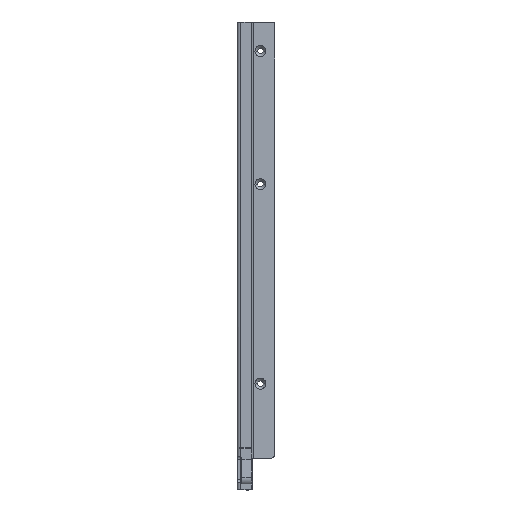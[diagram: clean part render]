
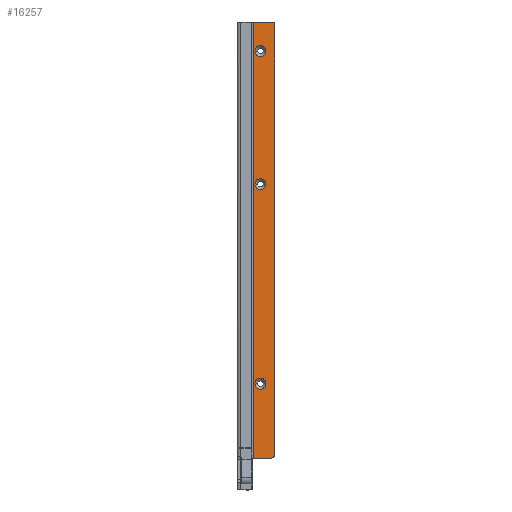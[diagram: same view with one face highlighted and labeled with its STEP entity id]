
A CAD part, front view. The second image highlights one B-rep face of the part: STEP entity #16257.
In plain terms, the highlighted face is planar.
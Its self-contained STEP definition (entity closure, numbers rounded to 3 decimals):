
#381 = VERTEX_POINT ( 'NONE', #42433 ) ;
#434 = CARTESIAN_POINT ( 'NONE',  ( 15.75, -9.5, 294. ) ) ;
#921 = EDGE_CURVE ( 'NONE', #381, #11765, #16908, .T. ) ;
#1157 = EDGE_CURVE ( 'NONE', #38290, #23699, #27777, .T. ) ;
#1835 = CARTESIAN_POINT ( 'NONE',  ( 24.5, -9.5, 450. ) ) ;
#2425 = DIRECTION ( 'NONE',  ( 1., 0., 0. ) ) ;
#2475 = VECTOR ( 'NONE', #2425, 1000. ) ;
#3293 = ORIENTED_EDGE ( 'NONE', *, *, #34184, .T. ) ;
#3484 = VERTEX_POINT ( 'NONE', #3633 ) ;
#3625 = VECTOR ( 'NONE', #16568, 1000. ) ;
#3633 = CARTESIAN_POINT ( 'NONE',  ( 24.5, -9.5, 447.182 ) ) ;
#4083 = DIRECTION ( 'NONE',  ( 0., 1., 0. ) ) ;
#4231 = CARTESIAN_POINT ( 'NONE',  ( 3.5, -9.5, 30. ) ) ;
#4922 = CARTESIAN_POINT ( 'NONE',  ( 10.5, -9.5, 294. ) ) ;
#5017 = CARTESIAN_POINT ( 'NONE',  ( 24.5, -9.5, 30. ) ) ;
#5511 = VERTEX_POINT ( 'NONE', #23856 ) ;
#5759 = AXIS2_PLACEMENT_3D ( 'NONE', #40978, #24208, #13521 ) ;
#5922 = VERTEX_POINT ( 'NONE', #29879 ) ;
#5985 = VECTOR ( 'NONE', #13683, 1000. ) ;
#6423 = AXIS2_PLACEMENT_3D ( 'NONE', #36017, #37095, #26196 ) ;
#7561 = LINE ( 'NONE', #16922, #5985 ) ;
#7824 = ORIENTED_EDGE ( 'NONE', *, *, #1157, .F. ) ;
#7932 = CARTESIAN_POINT ( 'NONE',  ( 24.5, -9.5, 450. ) ) ;
#8137 = CARTESIAN_POINT ( 'NONE',  ( 24.486, -9.5, 447.314 ) ) ;
#8482 = ORIENTED_EDGE ( 'NONE', *, *, #22882, .T. ) ;
#9250 = AXIS2_PLACEMENT_3D ( 'NONE', #35567, #23144, #35790 ) ;
#9292 = EDGE_CURVE ( 'NONE', #42273, #5511, #41066, .T. ) ;
#9681 = DIRECTION ( 'NONE',  ( -1., 0., 0. ) ) ;
#9841 = ORIENTED_EDGE ( 'NONE', *, *, #29555, .T. ) ;
#9879 = VERTEX_POINT ( 'NONE', #40670 ) ;
#10256 = ORIENTED_EDGE ( 'NONE', *, *, #921, .T. ) ;
#10455 = EDGE_CURVE ( 'NONE', #31017, #30391, #18076, .T. ) ;
#11765 = VERTEX_POINT ( 'NONE', #35809 ) ;
#11878 = VECTOR ( 'NONE', #25842, 1000. ) ;
#13305 = EDGE_LOOP ( 'NONE', ( #21377, #14796 ) ) ;
#13521 = DIRECTION ( 'NONE',  ( -1., 0., 0. ) ) ;
#13683 = DIRECTION ( 'NONE',  ( 0., 0., 1. ) ) ;
#13769 = AXIS2_PLACEMENT_3D ( 'NONE', #36584, #22623, #36139 ) ;
#14217 = ORIENTED_EDGE ( 'NONE', *, *, #32834, .T. ) ;
#14459 = DIRECTION ( 'NONE',  ( 0., -1., 0. ) ) ;
#14796 = ORIENTED_EDGE ( 'NONE', *, *, #10455, .T. ) ;
#15485 = CARTESIAN_POINT ( 'NONE',  ( 21.502, -9.5, 450. ) ) ;
#16092 = VERTEX_POINT ( 'NONE', #4231 ) ;
#16195 = DIRECTION ( 'NONE',  ( 0., 1., 0. ) ) ;
#16257 = ADVANCED_FACE ( 'NONE', ( #38249, #32159, #21658, #34984 ), #31724, .F. ) ;
#16293 = CIRCLE ( 'NONE', #33081, 5.25 ) ;
#16438 = CARTESIAN_POINT ( 'NONE',  ( 24.5, -9.5, 450. ) ) ;
#16516 = CIRCLE ( 'NONE', #28373, 3. ) ;
#16568 = DIRECTION ( 'NONE',  ( -0.105, 0., 0.995 ) ) ;
#16908 = CIRCLE ( 'NONE', #5759, 5.25 ) ;
#16922 = CARTESIAN_POINT ( 'NONE',  ( 3.5, -9.5, 450. ) ) ;
#17949 = ORIENTED_EDGE ( 'NONE', *, *, #40401, .F. ) ;
#18072 = EDGE_CURVE ( 'NONE', #30391, #31017, #30529, .T. ) ;
#18076 = CIRCLE ( 'NONE', #23693, 5.25 ) ;
#18454 = VERTEX_POINT ( 'NONE', #8137 ) ;
#18470 = AXIS2_PLACEMENT_3D ( 'NONE', #1835, #19678, #26237 ) ;
#18760 = CARTESIAN_POINT ( 'NONE',  ( 3.5, -9.5, 450. ) ) ;
#19635 = LINE ( 'NONE', #42991, #3625 ) ;
#19678 = DIRECTION ( 'NONE',  ( 0., 1., 0. ) ) ;
#20703 = EDGE_LOOP ( 'NONE', ( #29717, #3293 ) ) ;
#21005 = DIRECTION ( 'NONE',  ( 1., 0., 0. ) ) ;
#21377 = ORIENTED_EDGE ( 'NONE', *, *, #18072, .T. ) ;
#21657 = CARTESIAN_POINT ( 'NONE',  ( 21.502, -9.5, 447. ) ) ;
#21658 = FACE_BOUND ( 'NONE', #23157, .T. ) ;
#22623 = DIRECTION ( 'NONE',  ( 0., 1., 0. ) ) ;
#22686 = DIRECTION ( 'NONE',  ( 0., 1., 0. ) ) ;
#22882 = EDGE_CURVE ( 'NONE', #16092, #9879, #32331, .T. ) ;
#23119 = CARTESIAN_POINT ( 'NONE',  ( 10.5, -9.5, 422. ) ) ;
#23144 = DIRECTION ( 'NONE',  ( 0., 1., 0. ) ) ;
#23157 = EDGE_LOOP ( 'NONE', ( #10256, #14217 ) ) ;
#23693 = AXIS2_PLACEMENT_3D ( 'NONE', #4922, #4083, #38301 ) ;
#23699 = VERTEX_POINT ( 'NONE', #15485 ) ;
#23856 = CARTESIAN_POINT ( 'NONE',  ( 5.25, -9.5, 422. ) ) ;
#24208 = DIRECTION ( 'NONE',  ( 0., 1., 0. ) ) ;
#25511 = CARTESIAN_POINT ( 'NONE',  ( 15.75, -9.5, 422. ) ) ;
#25842 = DIRECTION ( 'NONE',  ( 0., 0., -1. ) ) ;
#25918 = EDGE_LOOP ( 'NONE', ( #42122, #8482, #38415, #17949, #9841, #41080, #7824 ) ) ;
#26196 = DIRECTION ( 'NONE',  ( 0., 0., 1. ) ) ;
#26237 = DIRECTION ( 'NONE',  ( 0., 0., -1. ) ) ;
#26459 = CARTESIAN_POINT ( 'NONE',  ( 10.5, -9.5, 422. ) ) ;
#27777 = LINE ( 'NONE', #7932, #28106 ) ;
#28106 = VECTOR ( 'NONE', #21005, 1000. ) ;
#28373 = AXIS2_PLACEMENT_3D ( 'NONE', #21657, #14459, #34983 ) ;
#29406 = EDGE_CURVE ( 'NONE', #9879, #5922, #34989, .T. ) ;
#29442 = CIRCLE ( 'NONE', #9250, 5.25 ) ;
#29555 = EDGE_CURVE ( 'NONE', #3484, #18454, #19635, .T. ) ;
#29717 = ORIENTED_EDGE ( 'NONE', *, *, #9292, .T. ) ;
#29879 = CARTESIAN_POINT ( 'NONE',  ( 24.5, -9.5, 33.594 ) ) ;
#30391 = VERTEX_POINT ( 'NONE', #434 ) ;
#30529 = CIRCLE ( 'NONE', #13769, 5.25 ) ;
#31017 = VERTEX_POINT ( 'NONE', #38218 ) ;
#31724 = PLANE ( 'NONE',  #18470 ) ;
#32159 = FACE_BOUND ( 'NONE', #13305, .T. ) ;
#32331 = LINE ( 'NONE', #5017, #2475 ) ;
#32834 = EDGE_CURVE ( 'NONE', #11765, #381, #29442, .T. ) ;
#33081 = AXIS2_PLACEMENT_3D ( 'NONE', #23119, #22686, #36424 ) ;
#34184 = EDGE_CURVE ( 'NONE', #5511, #42273, #16293, .T. ) ;
#34983 = DIRECTION ( 'NONE',  ( 0., 0., 1. ) ) ;
#34984 = FACE_OUTER_BOUND ( 'NONE', #25918, .T. ) ;
#34989 = CIRCLE ( 'NONE', #6423, 5. ) ;
#35567 = CARTESIAN_POINT ( 'NONE',  ( 10.5, -9.5, 102. ) ) ;
#35790 = DIRECTION ( 'NONE',  ( -1., 0., 0. ) ) ;
#35809 = CARTESIAN_POINT ( 'NONE',  ( 5.25, -9.5, 102. ) ) ;
#36017 = CARTESIAN_POINT ( 'NONE',  ( 19.702, -9.5, 35. ) ) ;
#36029 = EDGE_CURVE ( 'NONE', #16092, #38290, #7561, .T. ) ;
#36139 = DIRECTION ( 'NONE',  ( -1., 0., 0. ) ) ;
#36424 = DIRECTION ( 'NONE',  ( -1., 0., 0. ) ) ;
#36584 = CARTESIAN_POINT ( 'NONE',  ( 10.5, -9.5, 294. ) ) ;
#37095 = DIRECTION ( 'NONE',  ( 0., -1., 0. ) ) ;
#37635 = AXIS2_PLACEMENT_3D ( 'NONE', #26459, #16195, #9681 ) ;
#37935 = EDGE_CURVE ( 'NONE', #18454, #23699, #16516, .T. ) ;
#38218 = CARTESIAN_POINT ( 'NONE',  ( 5.25, -9.5, 294. ) ) ;
#38249 = FACE_BOUND ( 'NONE', #20703, .T. ) ;
#38290 = VERTEX_POINT ( 'NONE', #18760 ) ;
#38301 = DIRECTION ( 'NONE',  ( -1., 0., 0. ) ) ;
#38415 = ORIENTED_EDGE ( 'NONE', *, *, #29406, .T. ) ;
#40401 = EDGE_CURVE ( 'NONE', #3484, #5922, #42873, .T. ) ;
#40670 = CARTESIAN_POINT ( 'NONE',  ( 19.702, -9.5, 30. ) ) ;
#40978 = CARTESIAN_POINT ( 'NONE',  ( 10.5, -9.5, 102. ) ) ;
#41066 = CIRCLE ( 'NONE', #37635, 5.25 ) ;
#41080 = ORIENTED_EDGE ( 'NONE', *, *, #37935, .T. ) ;
#42122 = ORIENTED_EDGE ( 'NONE', *, *, #36029, .F. ) ;
#42273 = VERTEX_POINT ( 'NONE', #25511 ) ;
#42433 = CARTESIAN_POINT ( 'NONE',  ( 15.75, -9.5, 102. ) ) ;
#42873 = LINE ( 'NONE', #16438, #11878 ) ;
#42991 = CARTESIAN_POINT ( 'NONE',  ( 24.486, -9.5, 447.314 ) ) ;
